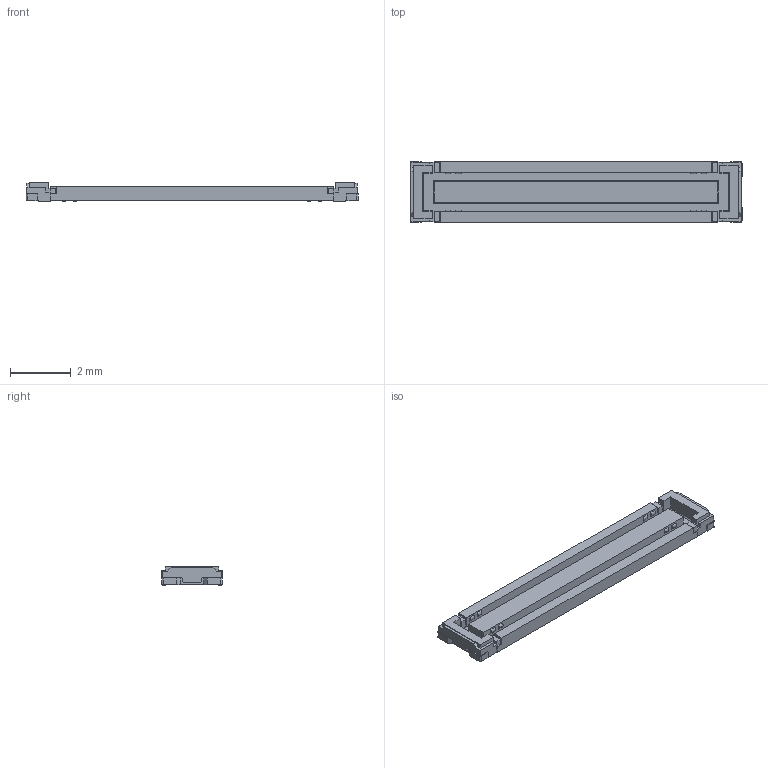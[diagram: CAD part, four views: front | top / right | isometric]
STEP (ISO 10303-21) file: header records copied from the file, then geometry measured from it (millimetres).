
FILE_DESCRIPTION(/* description */ (''),/* implementation_level */ '2;1');
FILE_NAME(/* name */ 'MOLEX_504618-5010.stp',/* time_stamp */ '2017-01-17T10:49:15+01:00',/* author */ ('riccim'),/* organization */ ('SolidWorks'),/* preprocessor_version */ 'ST-DEVELOPER v15.5',/* originating_system */ 'AutoCAD Mechanical',/* authorisation */ ' ');
FILE_SCHEMA (('AUTOMOTIVE_DESIGN { 1 0 10303 214 3 1 1 }'));
Length unit declared in the file: millimetre
Products named in the file (1): Product
Bounding box: 10.9 x 2 x 0.6 mm (x, y, z)
Volume: 7.7 mm3; surface area: 80.1 mm2
Topology: 27 solids, 27 shells, 317 faces, 778 edges, 516 vertices
Faces by surface type: plane 285, cylinder 32
Entity records: 9212 total; most frequent: CARTESIAN_POINT 1612, ORIENTED_EDGE 1556, DIRECTION 1478, EDGE_CURVE 778, LINE 714, VECTOR 714, VERTEX_POINT 516, AXIS2_PLACEMENT_3D 382
